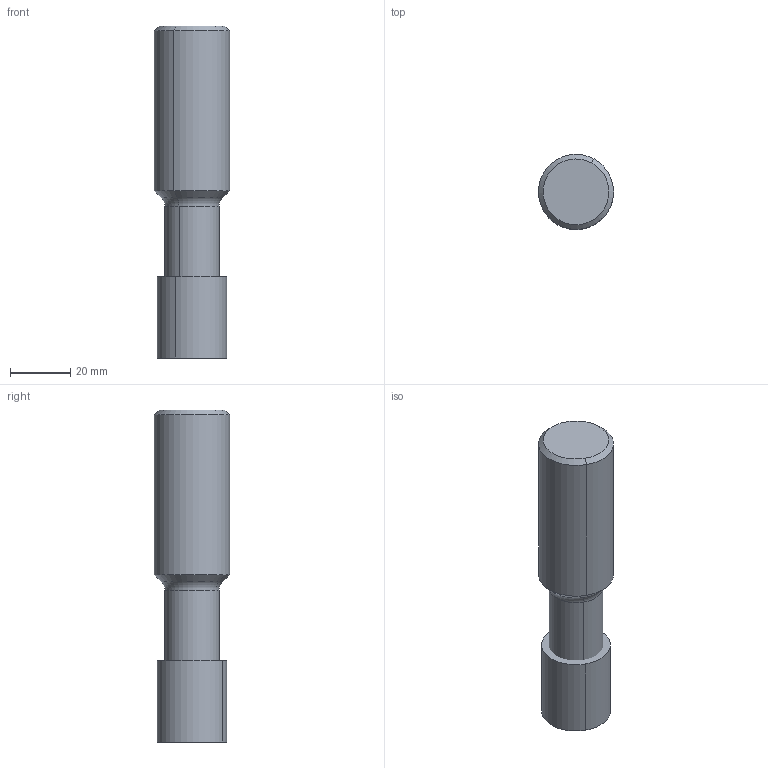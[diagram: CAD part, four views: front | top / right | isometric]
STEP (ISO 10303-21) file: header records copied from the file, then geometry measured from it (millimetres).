
FILE_DESCRIPTION(('CATIA V5 STEP Exchange'),'2;1');
FILE_NAME('3105401.stp','2012-03-22T08:02:47+00:00',('none'),('none'),'CATIA Version 5 Release 19 SP 7 (IN-10)','CATIA V5 STEP AP214','none');
FILE_SCHEMA(('AUTOMOTIVE_DESIGN { 1 0 10303 214 1 1 1 1 }'));
Length unit declared in the file: millimetre
Products named in the file (1): 60937119_0 Assembly MTSRH 23-2
Bounding box: 24.99 x 24.99 x 110.5 mm (x, y, z)
Volume: 51451.7 mm3; surface area: 11505.4 mm2
Topology: 2 solids, 2 shells, 20 faces, 38 edges, 22 vertices
Faces by surface type: cylinder 8, cone 6, plane 4, torus 2
Entity records: 488 total; most frequent: CARTESIAN_POINT 76, ORIENTED_EDGE 76, DIRECTION 68, AXIS2_PLACEMENT_3D 40, EDGE_CURVE 38, CIRCLE 24, EDGE_LOOP 22, VERTEX_POINT 22
